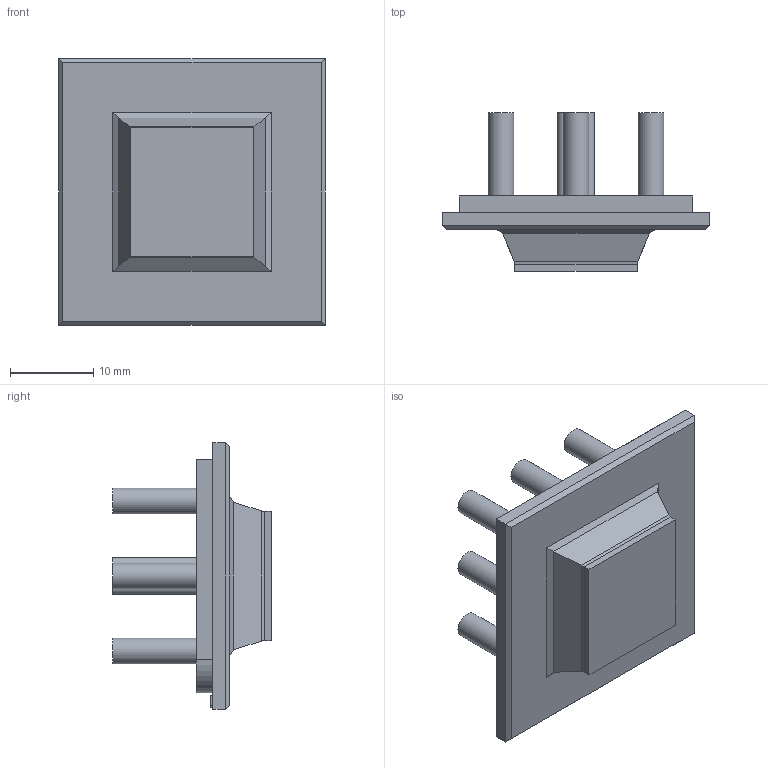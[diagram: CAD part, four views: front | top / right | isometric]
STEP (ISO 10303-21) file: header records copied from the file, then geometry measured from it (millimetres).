
FILE_DESCRIPTION(/* description */ (''),/* implementation_level */ '2;1');
FILE_NAME(/* name */ 'Component53.step',/* time_stamp */ '2019-07-29T17:01:35-04:00',/* author */ (''),/* organization */ (''),/* preprocessor_version */ 'ST-DEVELOPER v18',/* originating_system */ 'Autodesk Translation Framework v8.2.0.1029',/* authorisation */ '');
FILE_SCHEMA (('AUTOMOTIVE_DESIGN { 1 0 10303 214 3 1 1 }'));
Length unit declared in the file: millimetre
Products named in the file (1): FusionComponent
Bounding box: 32 x 19 x 32 mm (x, y, z)
Volume: 4233.8 mm3; surface area: 4254.5 mm2
Topology: 1 solids, 1 shells, 158 faces, 395 edges, 250 vertices
Faces by surface type: plane 99, bspline 33, cylinder 18, cone 8
Full cylindrical faces by diameter (mm): 1.565 x1, 1.579 x1, 1.581 x1, 1.584 x1, 3.088 x8, 5.6 x1
Entity records: 4986 total; most frequent: CARTESIAN_POINT 1371, ORIENTED_EDGE 790, DIRECTION 641, EDGE_CURVE 395, LINE 265, VECTOR 265, VERTEX_POINT 250, AXIS2_PLACEMENT_3D 188
